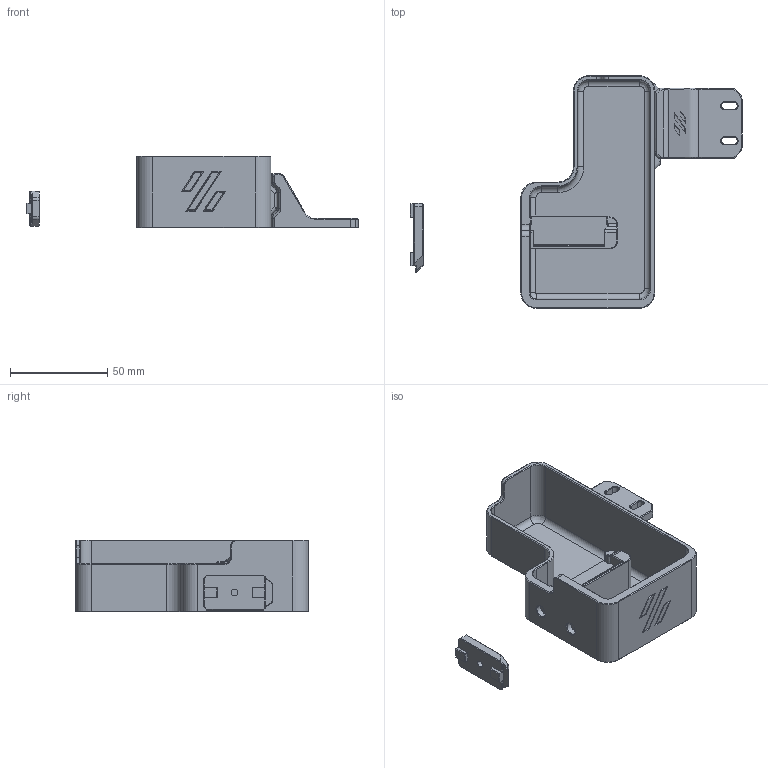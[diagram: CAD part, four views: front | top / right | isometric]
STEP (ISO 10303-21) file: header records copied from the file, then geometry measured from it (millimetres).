
FILE_DESCRIPTION(/* description */ (''),/* implementation_level */ '2;1');
FILE_NAME(/* name */ 'Front Purge Buket 250mm.step',/* time_stamp */ '2023-01-15T10:17:31+01:00',/* author */ (''),/* organization */ (''),/* preprocessor_version */ 'ST-DEVELOPER v19',/* originating_system */ 'Autodesk Translation Framework v11.7.0.108',/* authorisation */ '');
FILE_SCHEMA (('AUTOMOTIVE_DESIGN { 1 0 10303 214 3 1 1 }'));
Length unit declared in the file: millimetre
Products named in the file (2): Front Purge Buket 250mm; Bucket 250mm
Assembly tree (1 placements, depth 2):
  Front Purge Buket 250mm
    Bucket 250mm
Bounding box: 170.8 x 119.81 x 37.01 mm (x, y, z)
Volume: 84787.4 mm3; surface area: 46364.1 mm2
Topology: 6 solids, 6 shells, 508 faces, 1182 edges, 697 vertices
Faces by surface type: plane 309, cylinder 77, cone 68, bspline 44, torus 6, sphere 4
Full cylindrical faces by diameter (mm): 3.5 x1, 6.2 x2
Entity records: 16239 total; most frequent: CARTESIAN_POINT 4816, ORIENTED_EDGE 2358, DIRECTION 2297, EDGE_CURVE 1179, LINE 847, VECTOR 847, AXIS2_PLACEMENT_3D 725, VERTEX_POINT 697
